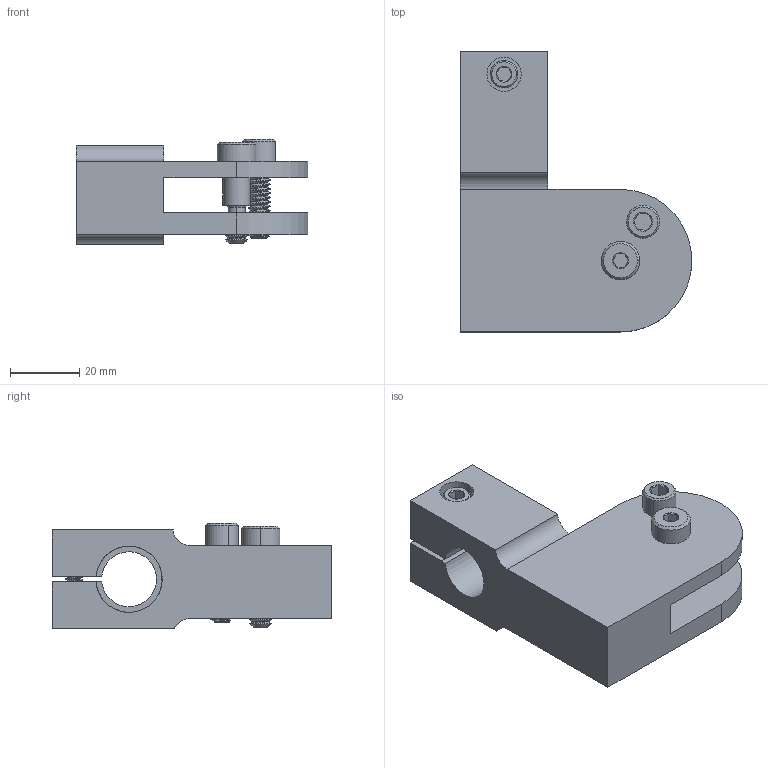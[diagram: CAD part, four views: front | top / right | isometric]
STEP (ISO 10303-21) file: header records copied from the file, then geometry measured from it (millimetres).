
FILE_DESCRIPTION (( 'STEP AP214' ), '1' );
FILE_NAME ('E2A5186 Adjustable Arm Assembly.STEP', '2024-07-30T15:16:26', ( '' ), ( '' ), 'SwSTEP 2.0', 'SolidWorks 2021', '' );
FILE_SCHEMA (( 'AUTOMOTIVE_DESIGN' ));
Length unit declared in the file: inch
Products named in the file (6): S29000-26 SHCS 10-32, Steel, Black Oxide_0.75; S29000-29 SHCS 1_4-20, Steel, Black Oxide_0.875; E2M5812 Pendulum Oscillator Shaft Sleeve; S2M5176 Rumble Clutch Pivot Bracket; S29027-05 Shoulder Bolt 5_16, Steel_0.5; E2A5186 Adjustable Arm Assembly
Assembly tree (5 placements, depth 2):
  E2A5186 Adjustable Arm Assembly
    S2M5176 Rumble Clutch Pivot Bracket
    E2M5812 Pendulum Oscillator Shaft Sleeve
    S29000-26 SHCS 10-32, Steel, Black Oxide_0.75
    S29000-29 SHCS 1_4-20, Steel, Black Oxide_0.875
    S29027-05 Shoulder Bolt 5_16, Steel_0.5
Bounding box: 67.06 x 81.03 x 30.45 mm (x, y, z)
Volume: 63089.6 mm3; surface area: 24098.2 mm2
Topology: 5 solids, 5 shells, 340 faces, 872 edges, 550 vertices
Faces by surface type: cylinder 225, cone 58, plane 51, bspline 4, torus 2
Entity records: 14765 total; most frequent: CARTESIAN_POINT 7028, ORIENTED_EDGE 1744, DIRECTION 1356, EDGE_CURVE 872, VERTEX_POINT 550, AXIS2_PLACEMENT_3D 508, EDGE_LOOP 360, LINE 340
